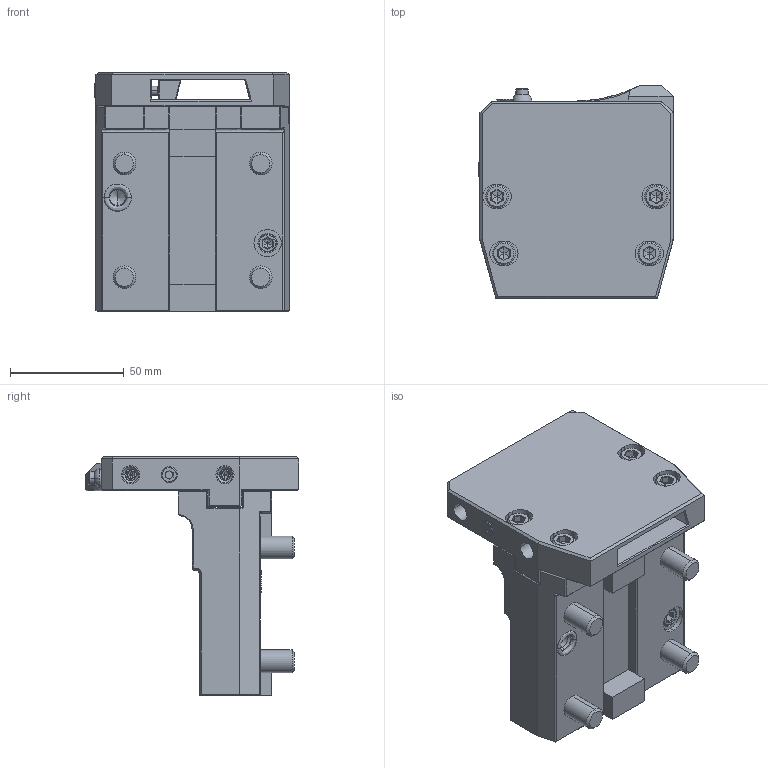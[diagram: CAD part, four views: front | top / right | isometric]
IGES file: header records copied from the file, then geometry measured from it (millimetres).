
Start section:  PTC IGES file: ngt_cl_55_32_nt.igs
Global section: file name: ngt_cl_55_32_nt.igs; native system: Pro/ENGINEER by Parametric Technology Corporation; preprocessor: 2010280; author: vali; organization: Unknown; date: 20210113.082603; units: millimetre
Bounding box: 85.53 x 94 x 105 mm (x, y, z)
Volume: 265639.5 mm3; surface area: 59315.2 mm2
Topology: 1 solids, 1 shells, 481 faces, 1174 edges, 698 vertices
Faces by surface type: bspline 308, revolution 173
